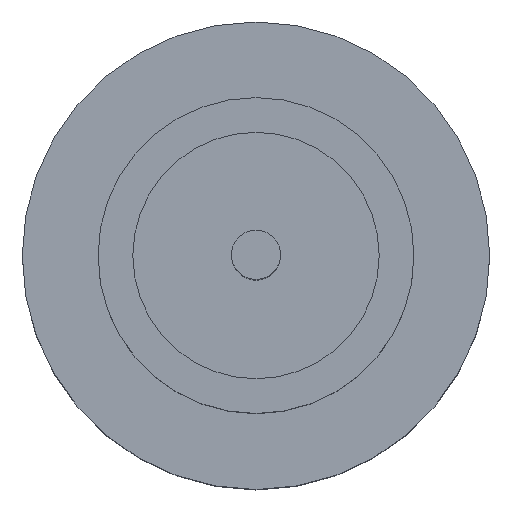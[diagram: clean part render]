
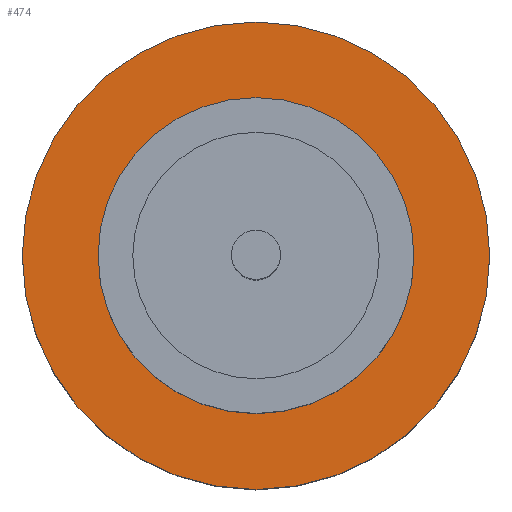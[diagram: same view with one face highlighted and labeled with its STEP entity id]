
A CAD part, top view. The second image highlights one B-rep face of the part: STEP entity #474.
In plain terms, the highlighted planar face has unit normal (0, 0, 1).
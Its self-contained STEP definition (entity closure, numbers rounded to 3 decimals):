
#44 = CARTESIAN_POINT ( 'NONE',  ( 0., 0., 1.55 ) ) ;
#57 = AXIS2_PLACEMENT_3D ( 'NONE', #66, #328, #523 ) ;
#58 = CIRCLE ( 'NONE', #645, 1.25 ) ;
#66 = CARTESIAN_POINT ( 'NONE',  ( 0., 0., 1.55 ) ) ;
#76 = EDGE_CURVE ( 'NONE', #552, #411, #781, .T. ) ;
#137 = EDGE_CURVE ( 'NONE', #201, #425, #686, .T. ) ;
#157 = DIRECTION ( 'NONE',  ( 0., 0., 1. ) ) ;
#167 = DIRECTION ( 'NONE',  ( 1., 0., 0. ) ) ;
#201 = VERTEX_POINT ( 'NONE', #534 ) ;
#241 = CIRCLE ( 'NONE', #820, 1.85 ) ;
#296 = CARTESIAN_POINT ( 'NONE',  ( 0., 0., 1.55 ) ) ;
#308 = CARTESIAN_POINT ( 'NONE',  ( 0., 0., 1.55 ) ) ;
#316 = DIRECTION ( 'NONE',  ( 1., 0., 0. ) ) ;
#322 = AXIS2_PLACEMENT_3D ( 'NONE', #350, #806, #416 ) ;
#323 = ORIENTED_EDGE ( 'NONE', *, *, #796, .F. ) ;
#328 = DIRECTION ( 'NONE',  ( 0., 0., 1. ) ) ;
#350 = CARTESIAN_POINT ( 'NONE',  ( 0., 0., 1.55 ) ) ;
#411 = VERTEX_POINT ( 'NONE', #695 ) ;
#416 = DIRECTION ( 'NONE',  ( 1., 0., 0. ) ) ;
#425 = VERTEX_POINT ( 'NONE', #628 ) ;
#444 = FACE_BOUND ( 'NONE', #460, .T. ) ;
#460 = EDGE_LOOP ( 'NONE', ( #840, #323 ) ) ;
#474 = ADVANCED_FACE ( 'NONE', ( #444, #663 ), #693, .T. ) ;
#499 = DIRECTION ( 'NONE',  ( 1., 0., 0. ) ) ;
#523 = DIRECTION ( 'NONE',  ( 1., 0., 0. ) ) ;
#534 = CARTESIAN_POINT ( 'NONE',  ( -1.85, 0., 1.55 ) ) ;
#552 = VERTEX_POINT ( 'NONE', #853 ) ;
#628 = CARTESIAN_POINT ( 'NONE',  ( 1.85, 0., 1.55 ) ) ;
#645 = AXIS2_PLACEMENT_3D ( 'NONE', #44, #157, #167 ) ;
#663 = FACE_OUTER_BOUND ( 'NONE', #849, .T. ) ;
#667 = ORIENTED_EDGE ( 'NONE', *, *, #137, .T. ) ;
#686 = CIRCLE ( 'NONE', #57, 1.85 ) ;
#693 = PLANE ( 'NONE',  #852 ) ;
#695 = CARTESIAN_POINT ( 'NONE',  ( -1.25, 0., 1.55 ) ) ;
#720 = ORIENTED_EDGE ( 'NONE', *, *, #857, .T. ) ;
#755 = DIRECTION ( 'NONE',  ( 0., 0., 1. ) ) ;
#765 = DIRECTION ( 'NONE',  ( 0., 0., 1. ) ) ;
#781 = CIRCLE ( 'NONE', #322, 1.25 ) ;
#796 = EDGE_CURVE ( 'NONE', #411, #552, #58, .T. ) ;
#806 = DIRECTION ( 'NONE',  ( 0., 0., 1. ) ) ;
#820 = AXIS2_PLACEMENT_3D ( 'NONE', #296, #755, #499 ) ;
#840 = ORIENTED_EDGE ( 'NONE', *, *, #76, .F. ) ;
#849 = EDGE_LOOP ( 'NONE', ( #667, #720 ) ) ;
#852 = AXIS2_PLACEMENT_3D ( 'NONE', #308, #765, #316 ) ;
#853 = CARTESIAN_POINT ( 'NONE',  ( 1.25, 0., 1.55 ) ) ;
#857 = EDGE_CURVE ( 'NONE', #425, #201, #241, .T. ) ;
